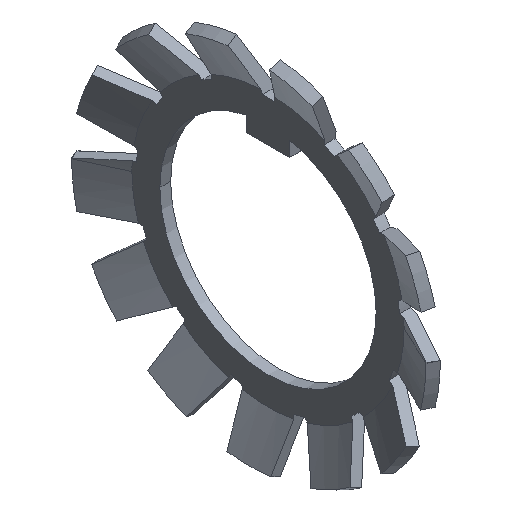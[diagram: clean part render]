
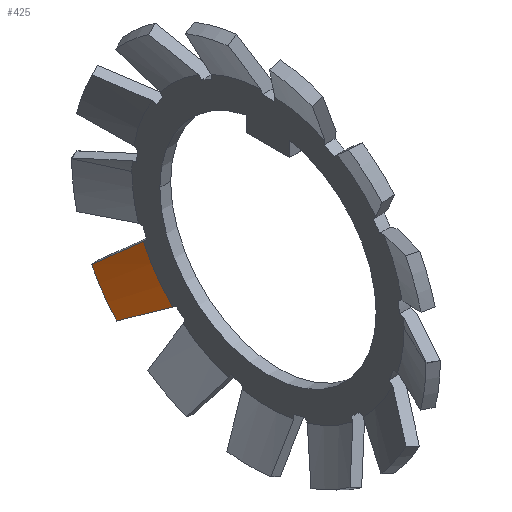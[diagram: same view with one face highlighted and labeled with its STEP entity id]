
A CAD part, isometric view. The second image highlights one B-rep face of the part: STEP entity #425.
In plain terms, the highlighted conical face has half-angle 65 degrees and reference radius 18.097 mm.
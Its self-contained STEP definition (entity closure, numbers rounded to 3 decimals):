
#425=ADVANCED_FACE('',(#1173),#1174,.F.);
#611=EDGE_CURVE('',#1456,#1453,#1457,.T.);
#845=EDGE_CURVE('',#1792,#1453,#1795,.T.);
#887=EDGE_CURVE('',#1850,#1792,#1851,.T.);
#889=EDGE_CURVE('',#1456,#1850,#1853,.T.);
#1173=FACE_OUTER_BOUND('',#2157,.T.);
#1174=CONICAL_SURFACE('',#2158,18.097,1.134);
#1453=VERTEX_POINT('',#2513);
#1456=VERTEX_POINT('',#2518);
#1457=CIRCLE('',#2519,15.723);
#1792=VERTEX_POINT('',#3037);
#1795=B_SPLINE_CURVE_WITH_KNOTS('',3,(#3046,#3047,#3048,#3049,#3050,#3051),.UNSPECIFIED.,.F.,.F.,(4,1,1,4),(0.0,0.333,0.667,1.0),.UNSPECIFIED.);
#1850=VERTEX_POINT('',#3192);
#1851=CIRCLE('',#3193,20.472);
#1853=B_SPLINE_CURVE_WITH_KNOTS('',3,(#3196,#3197,#3198,#3199,#3200,#3201),.UNSPECIFIED.,.F.,.F.,(4,1,1,4),(0.0,0.333,0.667,1.0),.UNSPECIFIED.);
#2157=EDGE_LOOP('',(#4131,#4132,#4133,#4134));
#2158=AXIS2_PLACEMENT_3D('',#4135,#4136,#4137);
#2513=CARTESIAN_POINT('',(0.0,14.395,-6.323));
#2518=CARTESIAN_POINT('',(0.0,11.017,-11.218));
#2519=AXIS2_PLACEMENT_3D('',#4763,#4764,#4765);
#3037=CARTESIAN_POINT('',(-2.214,18.164,-9.443));
#3046=CARTESIAN_POINT('',(-2.214,18.164,-9.443));
#3047=CARTESIAN_POINT('',(-1.945,17.709,-9.066));
#3048=CARTESIAN_POINT('',(-1.422,16.823,-8.333));
#3049=CARTESIAN_POINT('',(-0.684,15.568,-7.294));
#3050=CARTESIAN_POINT('',(-0.223,14.778,-6.64));
#3051=CARTESIAN_POINT('',(0.0,14.395,-6.323));
#3192=CARTESIAN_POINT('',(-2.214,15.27,-13.635));
#3193=AXIS2_PLACEMENT_3D('',#5005,#5006,#5007);
#3196=CARTESIAN_POINT('',(0.0,11.017,-11.218));
#3197=CARTESIAN_POINT('',(-0.223,11.449,-11.463));
#3198=CARTESIAN_POINT('',(-0.684,12.34,-11.97));
#3199=CARTESIAN_POINT('',(-1.422,13.757,-12.775));
#3200=CARTESIAN_POINT('',(-1.945,14.756,-13.343));
#3201=CARTESIAN_POINT('',(-2.214,15.27,-13.635));
#4131=ORIENTED_EDGE('',*,*,#887,.F.);
#4132=ORIENTED_EDGE('',*,*,#889,.F.);
#4133=ORIENTED_EDGE('',*,*,#611,.T.);
#4134=ORIENTED_EDGE('',*,*,#845,.F.);
#4135=CARTESIAN_POINT('',(-1.107,0.0,0.0));
#4136=DIRECTION('',(-1.0,0.0,-0.0));
#4137=DIRECTION('',(0.0,1.0,0.0));
#4763=CARTESIAN_POINT('',(0.0,0.0,0.0));
#4764=DIRECTION('',(1.0,0.0,0.0));
#4765=DIRECTION('',(0.0,0.701,-0.713));
#5005=CARTESIAN_POINT('',(-2.214,0.0,0.0));
#5006=DIRECTION('',(1.0,0.0,0.0));
#5007=DIRECTION('',(0.0,0.746,-0.666));
